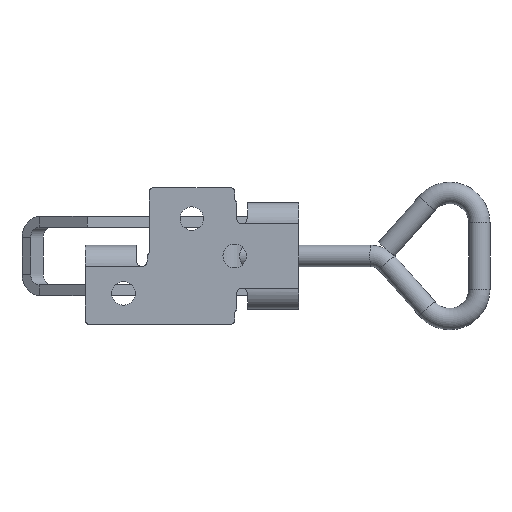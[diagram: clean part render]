
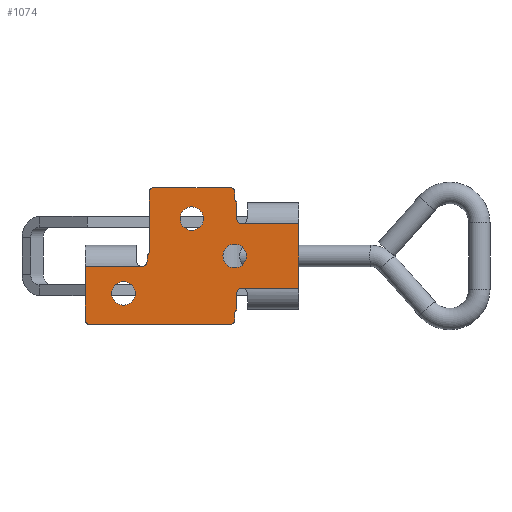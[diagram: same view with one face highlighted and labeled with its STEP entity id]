
A CAD part, front view. The second image highlights one B-rep face of the part: STEP entity #1074.
In plain terms, the highlighted planar face has unit normal (0, -1, 0).
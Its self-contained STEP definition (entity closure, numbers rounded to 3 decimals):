
#2=CARTESIAN_POINT('',(-36.75,0.,-1.25));
#3=DIRECTION('',(0.,1.,0.));
#4=DIRECTION('',(1.,0.,0.));
#5=AXIS2_PLACEMENT_3D('',#2,#3,#4);
#7=DIRECTION('',(0.,0.,-1.));
#8=VECTOR('',#7,1.384);
#9=CARTESIAN_POINT('',(-35.5,0.,0.134));
#10=LINE('',#9,#8);
#11=DIRECTION('',(0.,0.,1.));
#12=VECTOR('',#11,14.);
#13=CARTESIAN_POINT('',(-35.,0.,1.));
#14=LINE('',#13,#12);
#15=CARTESIAN_POINT('',(-34.,0.,15.));
#16=DIRECTION('',(0.,-1.,0.));
#17=DIRECTION('',(0.,0.,1.));
#18=AXIS2_PLACEMENT_3D('',#15,#16,#17);
#20=DIRECTION('',(1.,0.,0.));
#21=VECTOR('',#20,18.);
#22=CARTESIAN_POINT('',(-34.,0.,16.));
#23=LINE('',#22,#21);
#24=CARTESIAN_POINT('',(-16.,0.,15.));
#25=DIRECTION('',(0.,-1.,0.));
#26=DIRECTION('',(1.,0.,0.));
#27=AXIS2_PLACEMENT_3D('',#24,#25,#26);
#29=DIRECTION('',(0.,0.,-1.));
#30=VECTOR('',#29,1.5);
#31=CARTESIAN_POINT('',(-15.,0.,15.));
#32=LINE('',#31,#30);
#33=DIRECTION('',(0.,0.,-1.));
#34=VECTOR('',#33,3.884);
#35=CARTESIAN_POINT('',(-14.5,0.,12.634));
#36=LINE('',#35,#34);
#37=CARTESIAN_POINT('',(-13.25,0.,8.75));
#38=DIRECTION('',(0.,-1.,0.));
#39=DIRECTION('',(-1.,0.,0.));
#40=AXIS2_PLACEMENT_3D('',#37,#38,#39);
#42=DIRECTION('',(0.,0.,-1.));
#43=VECTOR('',#42,15.);
#44=CARTESIAN_POINT('',(0.,0.,7.5));
#45=LINE('',#44,#43);
#46=CARTESIAN_POINT('',(-13.25,0.,-8.75));
#47=DIRECTION('',(0.,1.,0.));
#48=DIRECTION('',(-1.,0.,0.));
#49=AXIS2_PLACEMENT_3D('',#46,#47,#48);
#51=DIRECTION('',(0.,0.,1.));
#52=VECTOR('',#51,3.884);
#53=CARTESIAN_POINT('',(-14.5,0.,-12.634));
#54=LINE('',#53,#52);
#55=DIRECTION('',(0.,0.,-1.));
#56=VECTOR('',#55,1.5);
#57=CARTESIAN_POINT('',(-15.,0.,-13.5));
#58=LINE('',#57,#56);
#59=CARTESIAN_POINT('',(-16.,0.,-15.));
#60=DIRECTION('',(0.,-1.,0.));
#61=DIRECTION('',(0.,0.,-1.));
#62=AXIS2_PLACEMENT_3D('',#59,#60,#61);
#64=DIRECTION('',(-1.,0.,0.));
#65=VECTOR('',#64,33.);
#66=CARTESIAN_POINT('',(-16.,0.,-16.));
#67=LINE('',#66,#65);
#68=CARTESIAN_POINT('',(-49.,0.,-15.));
#69=DIRECTION('',(0.,-1.,0.));
#70=DIRECTION('',(-1.,0.,0.));
#71=AXIS2_PLACEMENT_3D('',#68,#69,#70);
#73=CARTESIAN_POINT('',(-15.,0.,0.));
#74=DIRECTION('',(0.,1.,0.));
#75=DIRECTION('',(1.,0.,0.));
#76=AXIS2_PLACEMENT_3D('',#73,#74,#75);
#78=CARTESIAN_POINT('',(-15.,0.,0.));
#79=DIRECTION('',(0.,1.,0.));
#80=DIRECTION('',(-1.,0.,0.));
#81=AXIS2_PLACEMENT_3D('',#78,#79,#80);
#83=CARTESIAN_POINT('',(-41.,0.,-8.75));
#84=DIRECTION('',(0.,1.,0.));
#85=DIRECTION('',(1.,0.,0.));
#86=AXIS2_PLACEMENT_3D('',#83,#84,#85);
#88=CARTESIAN_POINT('',(-41.,0.,-8.75));
#89=DIRECTION('',(0.,1.,0.));
#90=DIRECTION('',(-1.,0.,0.));
#91=AXIS2_PLACEMENT_3D('',#88,#89,#90);
#93=CARTESIAN_POINT('',(-25.,0.,8.75));
#94=DIRECTION('',(0.,1.,0.));
#95=DIRECTION('',(1.,0.,0.));
#96=AXIS2_PLACEMENT_3D('',#93,#94,#95);
#98=CARTESIAN_POINT('',(-25.,0.,8.75));
#99=DIRECTION('',(0.,1.,0.));
#100=DIRECTION('',(-1.,0.,0.));
#101=AXIS2_PLACEMENT_3D('',#98,#99,#100);
#113=DIRECTION('',(-1.,0.,0.));
#114=VECTOR('',#113,13.25);
#115=CARTESIAN_POINT('',(-36.75,0.,-2.5));
#116=LINE('',#115,#114);
#183=DIRECTION('',(0.,0.,-1.));
#184=VECTOR('',#183,12.5);
#185=CARTESIAN_POINT('',(-50.,0.,-2.5));
#186=LINE('',#185,#184);
#334=CARTESIAN_POINT('',(-36.,0.,1.));
#335=DIRECTION('',(0.,1.,0.));
#336=DIRECTION('',(1.,0.,0.));
#337=AXIS2_PLACEMENT_3D('',#334,#335,#336);
#359=CARTESIAN_POINT('',(-14.,0.,13.5));
#360=DIRECTION('',(0.,1.,0.));
#361=DIRECTION('',(-0.5,0.,-0.866));
#362=AXIS2_PLACEMENT_3D('',#359,#360,#361);
#420=DIRECTION('',(-1.,0.,0.));
#421=VECTOR('',#420,13.25);
#422=CARTESIAN_POINT('',(0.,0.,7.5));
#423=LINE('',#422,#421);
#524=DIRECTION('',(1.,0.,0.));
#525=VECTOR('',#524,13.25);
#526=CARTESIAN_POINT('',(-13.25,0.,-7.5));
#527=LINE('',#526,#525);
#650=CARTESIAN_POINT('',(-14.,0.,-13.5));
#651=DIRECTION('',(0.,1.,0.));
#652=DIRECTION('',(-1.,0.,0.));
#653=AXIS2_PLACEMENT_3D('',#650,#651,#652);
#797=CARTESIAN_POINT('',(-15.,0.,15.));
#798=CARTESIAN_POINT('',(-16.,0.,16.));
#799=VERTEX_POINT('',#797);
#800=VERTEX_POINT('',#798);
#801=CARTESIAN_POINT('',(-15.,0.,13.5));
#802=VERTEX_POINT('',#801);
#803=CARTESIAN_POINT('',(-15.,0.,-13.5));
#804=CARTESIAN_POINT('',(-15.,0.,-15.));
#805=VERTEX_POINT('',#803);
#806=VERTEX_POINT('',#804);
#807=CARTESIAN_POINT('',(-16.,0.,-16.));
#808=VERTEX_POINT('',#807);
#809=CARTESIAN_POINT('',(-49.,0.,-16.));
#810=VERTEX_POINT('',#809);
#811=CARTESIAN_POINT('',(-35.,0.,1.));
#812=CARTESIAN_POINT('',(-35.,0.,15.));
#813=VERTEX_POINT('',#811);
#814=VERTEX_POINT('',#812);
#815=CARTESIAN_POINT('',(-34.,0.,16.));
#816=VERTEX_POINT('',#815);
#817=CARTESIAN_POINT('',(-12.25,0.,0.));
#818=CARTESIAN_POINT('',(-17.75,0.,0.));
#819=VERTEX_POINT('',#817);
#820=VERTEX_POINT('',#818);
#821=CARTESIAN_POINT('',(-38.25,0.,-8.75));
#822=CARTESIAN_POINT('',(-43.75,0.,-8.75));
#823=VERTEX_POINT('',#821);
#824=VERTEX_POINT('',#822);
#825=CARTESIAN_POINT('',(-22.25,0.,8.75));
#826=CARTESIAN_POINT('',(-27.75,0.,8.75));
#827=VERTEX_POINT('',#825);
#828=VERTEX_POINT('',#826);
#853=CARTESIAN_POINT('',(0.,0.,7.5));
#854=VERTEX_POINT('',#853);
#861=CARTESIAN_POINT('',(-14.5,0.,12.634));
#862=CARTESIAN_POINT('',(-14.5,0.,8.75));
#863=VERTEX_POINT('',#861);
#864=VERTEX_POINT('',#862);
#869=CARTESIAN_POINT('',(-13.25,0.,7.5));
#870=VERTEX_POINT('',#869);
#879=CARTESIAN_POINT('',(0.,0.,-7.5));
#880=VERTEX_POINT('',#879);
#887=CARTESIAN_POINT('',(-14.5,0.,-12.634));
#888=CARTESIAN_POINT('',(-14.5,0.,-8.75));
#889=VERTEX_POINT('',#887);
#890=VERTEX_POINT('',#888);
#895=CARTESIAN_POINT('',(-13.25,0.,-7.5));
#896=VERTEX_POINT('',#895);
#905=CARTESIAN_POINT('',(-50.,0.,-2.5));
#906=VERTEX_POINT('',#905);
#913=CARTESIAN_POINT('',(-35.5,0.,0.134));
#914=CARTESIAN_POINT('',(-35.5,0.,-1.25));
#915=VERTEX_POINT('',#913);
#916=VERTEX_POINT('',#914);
#921=CARTESIAN_POINT('',(-36.75,0.,-2.5));
#922=VERTEX_POINT('',#921);
#951=CARTESIAN_POINT('',(-50.,0.,-15.));
#952=VERTEX_POINT('',#951);
#1003=CARTESIAN_POINT('',(0.,0.,0.));
#1004=DIRECTION('',(0.,1.,0.));
#1005=DIRECTION('',(1.,0.,0.));
#1006=AXIS2_PLACEMENT_3D('',#1003,#1004,#1005);
#1007=PLANE('',#1006);
#1009=ORIENTED_EDGE('',*,*,#1008,.F.);
#1011=ORIENTED_EDGE('',*,*,#1010,.F.);
#1013=ORIENTED_EDGE('',*,*,#1012,.F.);
#1015=ORIENTED_EDGE('',*,*,#1014,.F.);
#1017=ORIENTED_EDGE('',*,*,#1016,.T.);
#1019=ORIENTED_EDGE('',*,*,#1018,.F.);
#1021=ORIENTED_EDGE('',*,*,#1020,.T.);
#1023=ORIENTED_EDGE('',*,*,#1022,.F.);
#1025=ORIENTED_EDGE('',*,*,#1024,.T.);
#1027=ORIENTED_EDGE('',*,*,#1026,.F.);
#1029=ORIENTED_EDGE('',*,*,#1028,.T.);
#1031=ORIENTED_EDGE('',*,*,#1030,.T.);
#1033=ORIENTED_EDGE('',*,*,#1032,.F.);
#1035=ORIENTED_EDGE('',*,*,#1034,.T.);
#1037=ORIENTED_EDGE('',*,*,#1036,.F.);
#1039=ORIENTED_EDGE('',*,*,#1038,.F.);
#1041=ORIENTED_EDGE('',*,*,#1040,.F.);
#1043=ORIENTED_EDGE('',*,*,#1042,.F.);
#1045=ORIENTED_EDGE('',*,*,#1044,.T.);
#1047=ORIENTED_EDGE('',*,*,#1046,.F.);
#1049=ORIENTED_EDGE('',*,*,#1048,.T.);
#1051=ORIENTED_EDGE('',*,*,#1050,.F.);
#1053=ORIENTED_EDGE('',*,*,#1052,.F.);
#1054=EDGE_LOOP('',(#1009,#1011,#1013,#1015,#1017,#1019,#1021,#1023,#1025,#1027,
#1029,#1031,#1033,#1035,#1037,#1039,#1041,#1043,#1045,#1047,#1049,#1051,#1053));
#1055=FACE_OUTER_BOUND('',#1054,.F.);
#1057=ORIENTED_EDGE('',*,*,#1056,.F.);
#1059=ORIENTED_EDGE('',*,*,#1058,.F.);
#1060=EDGE_LOOP('',(#1057,#1059));
#1061=FACE_BOUND('',#1060,.F.);
#1063=ORIENTED_EDGE('',*,*,#1062,.F.);
#1065=ORIENTED_EDGE('',*,*,#1064,.F.);
#1066=EDGE_LOOP('',(#1063,#1065));
#1067=FACE_BOUND('',#1066,.F.);
#1069=ORIENTED_EDGE('',*,*,#1068,.F.);
#1071=ORIENTED_EDGE('',*,*,#1070,.F.);
#1072=EDGE_LOOP('',(#1069,#1071));
#1073=FACE_BOUND('',#1072,.F.);
#1074=ADVANCED_FACE('',(#1055,#1061,#1067,#1073),#1007,.F.);
#6=CIRCLE('',#5,1.25);
#19=CIRCLE('',#18,1.);
#28=CIRCLE('',#27,1.);
#41=CIRCLE('',#40,1.25);
#50=CIRCLE('',#49,1.25);
#63=CIRCLE('',#62,1.);
#72=CIRCLE('',#71,1.);
#77=CIRCLE('',#76,2.75);
#82=CIRCLE('',#81,2.75);
#87=CIRCLE('',#86,2.75);
#92=CIRCLE('',#91,2.75);
#97=CIRCLE('',#96,2.75);
#102=CIRCLE('',#101,2.75);
#338=CIRCLE('',#337,1.);
#363=CIRCLE('',#362,1.);
#654=CIRCLE('',#653,1.);
#1008=EDGE_CURVE('',#922,#906,#116,.T.);
#1010=EDGE_CURVE('',#916,#922,#6,.T.);
#1012=EDGE_CURVE('',#915,#916,#10,.T.);
#1014=EDGE_CURVE('',#813,#915,#338,.T.);
#1016=EDGE_CURVE('',#813,#814,#14,.T.);
#1018=EDGE_CURVE('',#816,#814,#19,.T.);
#1020=EDGE_CURVE('',#816,#800,#23,.T.);
#1022=EDGE_CURVE('',#799,#800,#28,.T.);
#1024=EDGE_CURVE('',#799,#802,#32,.T.);
#1026=EDGE_CURVE('',#863,#802,#363,.T.);
#1028=EDGE_CURVE('',#863,#864,#36,.T.);
#1030=EDGE_CURVE('',#864,#870,#41,.T.);
#1032=EDGE_CURVE('',#854,#870,#423,.T.);
#1034=EDGE_CURVE('',#854,#880,#45,.T.);
#1036=EDGE_CURVE('',#896,#880,#527,.T.);
#1038=EDGE_CURVE('',#890,#896,#50,.T.);
#1040=EDGE_CURVE('',#889,#890,#54,.T.);
#1042=EDGE_CURVE('',#805,#889,#654,.T.);
#1044=EDGE_CURVE('',#805,#806,#58,.T.);
#1046=EDGE_CURVE('',#808,#806,#63,.T.);
#1048=EDGE_CURVE('',#808,#810,#67,.T.);
#1050=EDGE_CURVE('',#952,#810,#72,.T.);
#1052=EDGE_CURVE('',#906,#952,#186,.T.);
#1056=EDGE_CURVE('',#819,#820,#77,.T.);
#1058=EDGE_CURVE('',#820,#819,#82,.T.);
#1062=EDGE_CURVE('',#823,#824,#87,.T.);
#1064=EDGE_CURVE('',#824,#823,#92,.T.);
#1068=EDGE_CURVE('',#827,#828,#97,.T.);
#1070=EDGE_CURVE('',#828,#827,#102,.T.);
